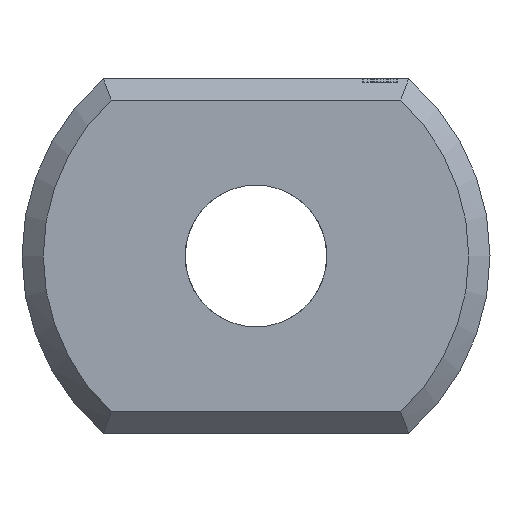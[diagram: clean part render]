
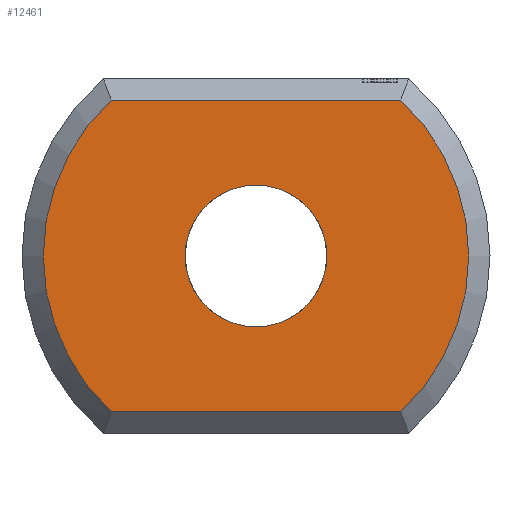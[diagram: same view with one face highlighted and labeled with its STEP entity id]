
A CAD part, left-side view. The second image highlights one B-rep face of the part: STEP entity #12461.
In plain terms, the highlighted planar face has unit normal (-1, 0, 0).
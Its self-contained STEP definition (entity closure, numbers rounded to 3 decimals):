
#298 = PLANE('',#299);
#299 = AXIS2_PLACEMENT_3D('',#300,#301,#302);
#300 = CARTESIAN_POINT('',(0.15,-2.154,-2.35));
#301 = DIRECTION('',(-0.707,0.,-0.707));
#302 = DIRECTION('',(0.,-1.,0.));
#725 = CONICAL_SURFACE('',#726,3.3,0.785);
#726 = AXIS2_PLACEMENT_3D('',#727,#728,#729);
#727 = CARTESIAN_POINT('',(0.3,0.,0.));
#728 = DIRECTION('',(1.,0.,0.));
#729 = DIRECTION('',(0.,0.653,-0.758));
#872 = CONICAL_SURFACE('',#873,3.3,0.785);
#873 = AXIS2_PLACEMENT_3D('',#874,#875,#876);
#874 = CARTESIAN_POINT('',(0.3,0.,0.));
#875 = DIRECTION('',(1.,0.,0.));
#876 = DIRECTION('',(0.,-0.653,0.758));
#909 = VERTEX_POINT('',#910);
#910 = CARTESIAN_POINT('',(0.,-2.04,-2.2));
#937 = VERTEX_POINT('',#938);
#938 = CARTESIAN_POINT('',(0.,2.04,-2.2));
#963 = EDGE_CURVE('',#909,#937,#964,.T.);
#964 = SURFACE_CURVE('',#965,(#969,#976),.PCURVE_S1.);
#965 = LINE('',#966,#967);
#966 = CARTESIAN_POINT('',(0.,-2.154,-2.2));
#967 = VECTOR('',#968,1.);
#968 = DIRECTION('',(0.,1.,0.));
#969 = PCURVE('',#298,#970);
#970 = DEFINITIONAL_REPRESENTATION('',(#971),#975);
#971 = LINE('',#972,#973);
#972 = CARTESIAN_POINT('',(0.,0.212));
#973 = VECTOR('',#974,1.);
#974 = DIRECTION('',(-1.,0.));
#975 = ( GEOMETRIC_REPRESENTATION_CONTEXT(2) 
PARAMETRIC_REPRESENTATION_CONTEXT() REPRESENTATION_CONTEXT('2D SPACE',''
  ) );
#976 = PCURVE('',#977,#982);
#977 = PLANE('',#978);
#978 = AXIS2_PLACEMENT_3D('',#979,#980,#981);
#979 = CARTESIAN_POINT('',(0.,0.,
    0.));
#980 = DIRECTION('',(1.,0.,0.));
#981 = DIRECTION('',(0.,0.,1.));
#982 = DEFINITIONAL_REPRESENTATION('',(#983),#987);
#983 = LINE('',#984,#985);
#984 = CARTESIAN_POINT('',(-2.2,2.154));
#985 = VECTOR('',#986,1.);
#986 = DIRECTION('',(0.,-1.));
#987 = ( GEOMETRIC_REPRESENTATION_CONTEXT(2) 
PARAMETRIC_REPRESENTATION_CONTEXT() REPRESENTATION_CONTEXT('2D SPACE',''
  ) );
#1763 = PLANE('',#1764);
#1764 = AXIS2_PLACEMENT_3D('',#1765,#1766,#1767);
#1765 = CARTESIAN_POINT('',(0.15,-2.154,2.35));
#1766 = DIRECTION('',(0.707,0.,-0.707
    ));
#1767 = DIRECTION('',(0.,-1.,0.));
#12248 = VERTEX_POINT('',#12249);
#12249 = CARTESIAN_POINT('',(0.,2.04,2.2));
#12274 = EDGE_CURVE('',#937,#12248,#12275,.T.);
#12275 = SURFACE_CURVE('',#12276,(#12281,#12288),.PCURVE_S1.);
#12276 = CIRCLE('',#12277,3.);
#12277 = AXIS2_PLACEMENT_3D('',#12278,#12279,#12280);
#12278 = CARTESIAN_POINT('',(0.,0.,
    0.));
#12279 = DIRECTION('',(1.,0.,0.));
#12280 = DIRECTION('',(0.,0.653,-0.758)
  );
#12281 = PCURVE('',#725,#12282);
#12282 = DEFINITIONAL_REPRESENTATION('',(#12283),#12287);
#12283 = LINE('',#12284,#12285);
#12284 = CARTESIAN_POINT('',(0.,-0.3));
#12285 = VECTOR('',#12286,1.);
#12286 = DIRECTION('',(1.,-0.));
#12287 = ( GEOMETRIC_REPRESENTATION_CONTEXT(2) 
PARAMETRIC_REPRESENTATION_CONTEXT() REPRESENTATION_CONTEXT('2D SPACE',''
  ) );
#12288 = PCURVE('',#977,#12289);
#12289 = DEFINITIONAL_REPRESENTATION('',(#12290),#12294);
#12290 = CIRCLE('',#12291,3.);
#12291 = AXIS2_PLACEMENT_2D('',#12292,#12293);
#12292 = CARTESIAN_POINT('',(0.,0.));
#12293 = DIRECTION('',(-0.758,-0.653));
#12294 = ( GEOMETRIC_REPRESENTATION_CONTEXT(2) 
PARAMETRIC_REPRESENTATION_CONTEXT() REPRESENTATION_CONTEXT('2D SPACE',''
  ) );
#12412 = VERTEX_POINT('',#12413);
#12413 = CARTESIAN_POINT('',(0.,-2.04,2.2));
#12440 = EDGE_CURVE('',#12412,#909,#12441,.T.);
#12441 = SURFACE_CURVE('',#12442,(#12447,#12454),.PCURVE_S1.);
#12442 = CIRCLE('',#12443,3.);
#12443 = AXIS2_PLACEMENT_3D('',#12444,#12445,#12446);
#12444 = CARTESIAN_POINT('',(0.,0.,
    0.));
#12445 = DIRECTION('',(1.,0.,0.));
#12446 = DIRECTION('',(0.,-0.653,0.758)
  );
#12447 = PCURVE('',#872,#12448);
#12448 = DEFINITIONAL_REPRESENTATION('',(#12449),#12453);
#12449 = LINE('',#12450,#12451);
#12450 = CARTESIAN_POINT('',(0.,-0.3));
#12451 = VECTOR('',#12452,1.);
#12452 = DIRECTION('',(1.,-0.));
#12453 = ( GEOMETRIC_REPRESENTATION_CONTEXT(2) 
PARAMETRIC_REPRESENTATION_CONTEXT() REPRESENTATION_CONTEXT('2D SPACE',''
  ) );
#12454 = PCURVE('',#977,#12455);
#12455 = DEFINITIONAL_REPRESENTATION('',(#12456),#12460);
#12456 = CIRCLE('',#12457,3.);
#12457 = AXIS2_PLACEMENT_2D('',#12458,#12459);
#12458 = CARTESIAN_POINT('',(0.,0.));
#12459 = DIRECTION('',(0.758,0.653));
#12460 = ( GEOMETRIC_REPRESENTATION_CONTEXT(2) 
PARAMETRIC_REPRESENTATION_CONTEXT() REPRESENTATION_CONTEXT('2D SPACE',''
  ) );
#12461 = ADVANCED_FACE('',(#12462,#12488),#977,.F.);
#12462 = FACE_BOUND('',#12463,.F.);
#12463 = EDGE_LOOP('',(#12464,#12465,#12486,#12487));
#12464 = ORIENTED_EDGE('',*,*,#12274,.T.);
#12465 = ORIENTED_EDGE('',*,*,#12466,.F.);
#12466 = EDGE_CURVE('',#12412,#12248,#12467,.T.);
#12467 = SURFACE_CURVE('',#12468,(#12472,#12479),.PCURVE_S1.);
#12468 = LINE('',#12469,#12470);
#12469 = CARTESIAN_POINT('',(0.,-2.154,2.2));
#12470 = VECTOR('',#12471,1.);
#12471 = DIRECTION('',(0.,1.,0.));
#12472 = PCURVE('',#977,#12473);
#12473 = DEFINITIONAL_REPRESENTATION('',(#12474),#12478);
#12474 = LINE('',#12475,#12476);
#12475 = CARTESIAN_POINT('',(2.2,2.154));
#12476 = VECTOR('',#12477,1.);
#12477 = DIRECTION('',(0.,-1.));
#12478 = ( GEOMETRIC_REPRESENTATION_CONTEXT(2) 
PARAMETRIC_REPRESENTATION_CONTEXT() REPRESENTATION_CONTEXT('2D SPACE',''
  ) );
#12479 = PCURVE('',#1763,#12480);
#12480 = DEFINITIONAL_REPRESENTATION('',(#12481),#12485);
#12481 = LINE('',#12482,#12483);
#12482 = CARTESIAN_POINT('',(0.,0.212));
#12483 = VECTOR('',#12484,1.);
#12484 = DIRECTION('',(-1.,0.));
#12485 = ( GEOMETRIC_REPRESENTATION_CONTEXT(2) 
PARAMETRIC_REPRESENTATION_CONTEXT() REPRESENTATION_CONTEXT('2D SPACE',''
  ) );
#12486 = ORIENTED_EDGE('',*,*,#12440,.T.);
#12487 = ORIENTED_EDGE('',*,*,#963,.T.);
#12488 = FACE_BOUND('',#12489,.T.);
#12489 = EDGE_LOOP('',(#12490));
#12490 = ORIENTED_EDGE('',*,*,#12491,.T.);
#12491 = EDGE_CURVE('',#12492,#12492,#12494,.T.);
#12492 = VERTEX_POINT('',#12493);
#12493 = CARTESIAN_POINT('',(0.,1.,0.));
#12494 = SURFACE_CURVE('',#12495,(#12500,#12507),.PCURVE_S1.);
#12495 = CIRCLE('',#12496,1.);
#12496 = AXIS2_PLACEMENT_3D('',#12497,#12498,#12499);
#12497 = CARTESIAN_POINT('',(0.,0.,0.));
#12498 = DIRECTION('',(1.,0.,0.));
#12499 = DIRECTION('',(0.,1.,0.));
#12500 = PCURVE('',#977,#12501);
#12501 = DEFINITIONAL_REPRESENTATION('',(#12502),#12506);
#12502 = CIRCLE('',#12503,1.);
#12503 = AXIS2_PLACEMENT_2D('',#12504,#12505);
#12504 = CARTESIAN_POINT('',(0.,0.));
#12505 = DIRECTION('',(0.,-1.));
#12506 = ( GEOMETRIC_REPRESENTATION_CONTEXT(2) 
PARAMETRIC_REPRESENTATION_CONTEXT() REPRESENTATION_CONTEXT('2D SPACE',''
  ) );
#12507 = PCURVE('',#12508,#12513);
#12508 = CYLINDRICAL_SURFACE('',#12509,1.);
#12509 = AXIS2_PLACEMENT_3D('',#12510,#12511,#12512);
#12510 = CARTESIAN_POINT('',(0.,0.,0.));
#12511 = DIRECTION('',(-1.,0.,0.));
#12512 = DIRECTION('',(0.,1.,0.));
#12513 = DEFINITIONAL_REPRESENTATION('',(#12514),#12518);
#12514 = LINE('',#12515,#12516);
#12515 = CARTESIAN_POINT('',(-0.,0.));
#12516 = VECTOR('',#12517,1.);
#12517 = DIRECTION('',(-1.,0.));
#12518 = ( GEOMETRIC_REPRESENTATION_CONTEXT(2) 
PARAMETRIC_REPRESENTATION_CONTEXT() REPRESENTATION_CONTEXT('2D SPACE',''
  ) );
